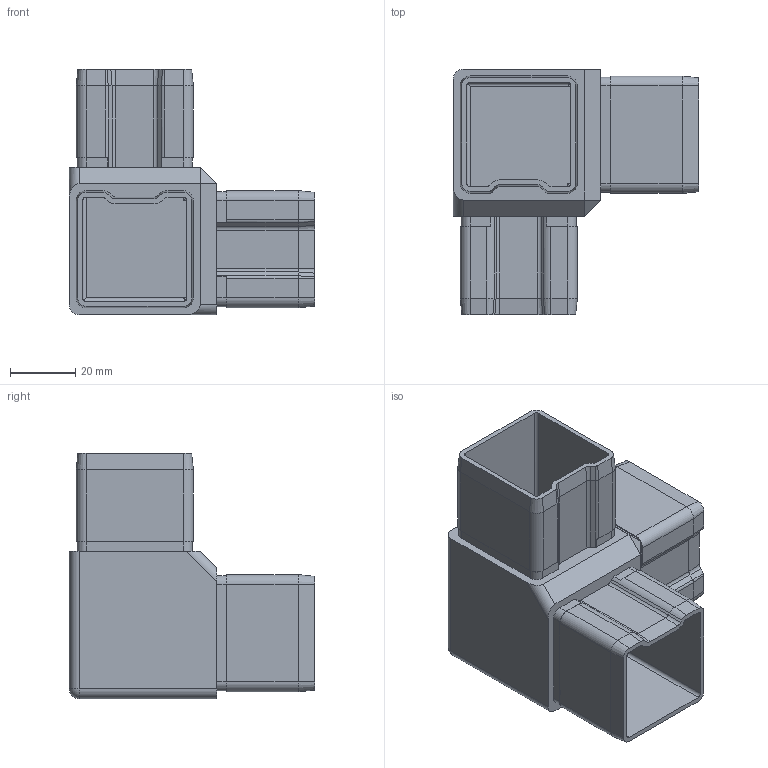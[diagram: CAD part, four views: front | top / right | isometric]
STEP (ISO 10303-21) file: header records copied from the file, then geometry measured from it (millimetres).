
FILE_DESCRIPTION (( 'STEP AP203' ), '1' );
FILE_NAME ('10144040.step', '2020-03-09T09:37:20', ( '' ), ( '' ), 'SwSTEP 2.0', 'SolidWorks 2015', '' );
FILE_SCHEMA (( 'CONFIG_CONTROL_DESIGN' ));
Length unit declared in the file: millimetre
Products named in the file (2): 10144040
Bounding box: 75 x 75 x 75 mm (x, y, z)
Volume: 53593.6 mm3; surface area: 39061.2 mm2
Topology: 1 solids, 1 shells, 430 faces, 1084 edges, 682 vertices
Faces by surface type: plane 264, bspline 75, cylinder 66, cone 24, sphere 1
Entity records: 17241 total; most frequent: CARTESIAN_POINT 7292, ORIENTED_EDGE 2166, DIRECTION 1755, EDGE_CURVE 1083, LINE 769, VECTOR 769, VERTEX_POINT 682, AXIS2_PLACEMENT_3D 493
